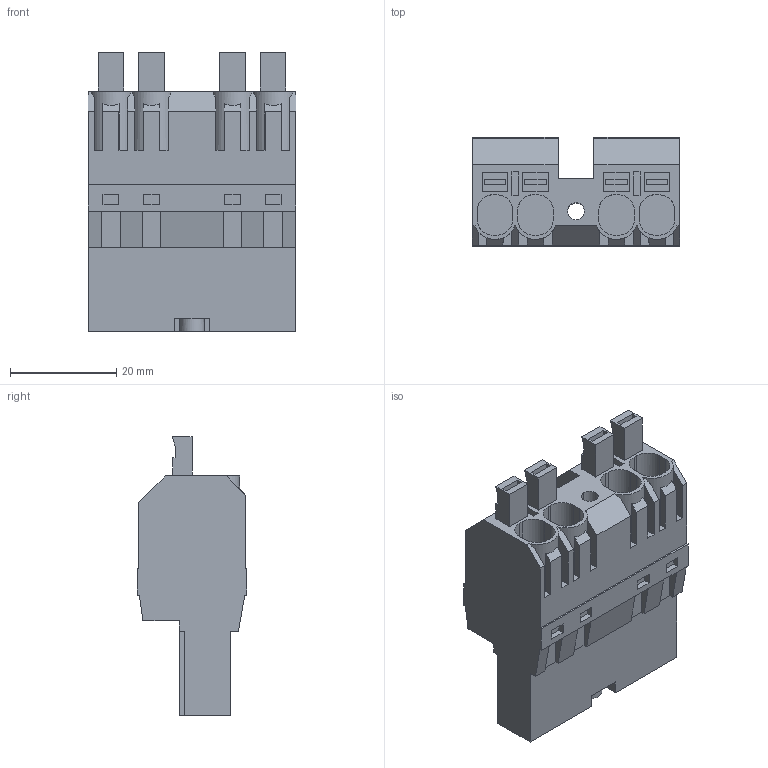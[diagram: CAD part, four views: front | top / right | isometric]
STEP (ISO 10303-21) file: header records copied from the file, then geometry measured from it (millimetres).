
FILE_DESCRIPTION(('CATIA V5 STEP Exchange','CAx-IF Rec.Pracs.--- Model Styling and Organization---1.2---2011-12-15'),'2;1');
FILE_NAME ('D1452788_0_1547580000_1547580000.stp','2018-05-10T09:45:35+00:00',('none'),('Weidmueller'),'CATIA Version 5-6 Release 2014','CATIA V5 STEP AP214','none');
FILE_SCHEMA(('AUTOMOTIVE_DESIGN { 1 0 10303 214 1 1 1 1 }'));
Length unit declared in the file: millimetre
Products named in the file (1): 1547580000
Bounding box: 39 x 20.6 x 52.41 mm (x, y, z)
Volume: 20207.6 mm3; surface area: 12699.9 mm2
Topology: 9 solids, 9 shells, 415 faces, 1117 edges, 746 vertices
Faces by surface type: plane 392, cylinder 23
Entity records: 12785 total; most frequent: CARTESIAN_POINT 2524, ORIENTED_EDGE 2234, DIRECTION 1644, EDGE_CURVE 1117, VECTOR 1055, LINE 1055, VERTEX_POINT 746, EDGE_LOOP 443
